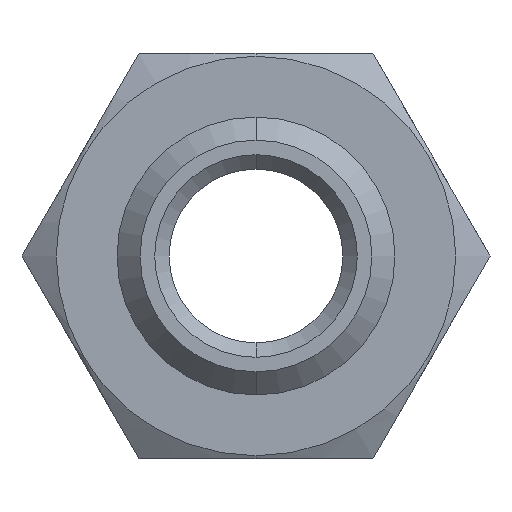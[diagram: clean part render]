
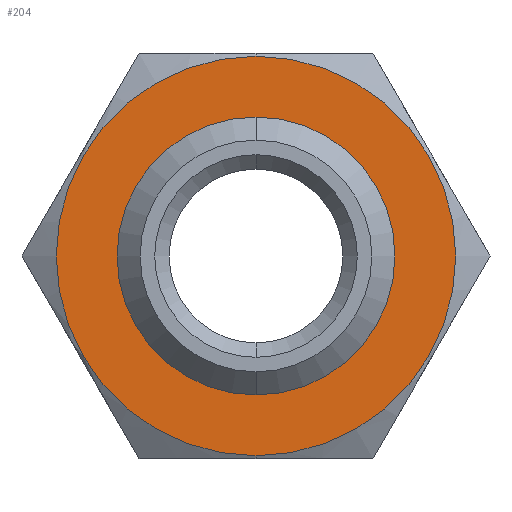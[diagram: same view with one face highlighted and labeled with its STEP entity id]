
A CAD part, front view. The second image highlights one B-rep face of the part: STEP entity #204.
In plain terms, the highlighted planar face has unit normal (0, -1, 0).
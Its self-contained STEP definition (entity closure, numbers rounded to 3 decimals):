
#201 = EDGE_CURVE ( 'NONE', #558, #593, #696, .T. ) ;
#204 = ADVANCED_FACE ( 'NONE', ( #692, #691 ), #690, .T. ) ;
#205 = EDGE_LOOP ( 'NONE', ( #206, #226 ) ) ;
#206 = ORIENTED_EDGE ( 'NONE', *, *, #207, .T. ) ;
#207 = EDGE_CURVE ( 'NONE', #571, #570, #688, .T. ) ;
#226 = ORIENTED_EDGE ( 'NONE', *, *, #569, .T. ) ;
#227 = EDGE_LOOP ( 'NONE', ( #228, #229 ) ) ;
#228 = ORIENTED_EDGE ( 'NONE', *, *, #588, .F. ) ;
#229 = ORIENTED_EDGE ( 'NONE', *, *, #201, .F. ) ;
#558 = VERTEX_POINT ( 'NONE', #1063 ) ;
#569 = EDGE_CURVE ( 'NONE', #570, #571, #1128, .T. ) ;
#570 = VERTEX_POINT ( 'NONE', #1121 ) ;
#571 = VERTEX_POINT ( 'NONE', #1120 ) ;
#588 = EDGE_CURVE ( 'NONE', #593, #558, #1164, .T. ) ;
#593 = VERTEX_POINT ( 'NONE', #1194 ) ;
#681 = DIRECTION ( 'NONE',  ( 0., 0., -1. ) ) ;
#682 = DIRECTION ( 'NONE',  ( 0., -1., 0. ) ) ;
#683 = CARTESIAN_POINT ( 'NONE',  ( 0., 6., 0. ) ) ;
#684 = AXIS2_PLACEMENT_3D ( 'NONE', #683, #682, #681 ) ;
#685 = DIRECTION ( 'NONE',  ( 0., 0., -1. ) ) ;
#686 = DIRECTION ( 'NONE',  ( 0., -1., 0. ) ) ;
#687 = CARTESIAN_POINT ( 'NONE',  ( 6.9, 6., 0. ) ) ;
#688 = CIRCLE ( 'NONE', #684, 6.9 ) ;
#689 = AXIS2_PLACEMENT_3D ( 'NONE', #687, #686, #685 ) ;
#690 = PLANE ( 'NONE',  #689 ) ;
#691 = FACE_BOUND ( 'NONE', #227, .T. ) ;
#692 = FACE_OUTER_BOUND ( 'NONE', #205, .T. ) ;
#693 = DIRECTION ( 'NONE',  ( 0., 0., -1. ) ) ;
#694 = DIRECTION ( 'NONE',  ( 0., -1., 0. ) ) ;
#695 = AXIS2_PLACEMENT_3D ( 'NONE', #702, #694, #693 ) ;
#696 = CIRCLE ( 'NONE', #695, 4.8 ) ;
#702 = CARTESIAN_POINT ( 'NONE',  ( 0., 6., 0. ) ) ;
#1063 = CARTESIAN_POINT ( 'NONE',  ( 0., 6., 4.8 ) ) ;
#1120 = CARTESIAN_POINT ( 'NONE',  ( 0., 6., 6.9 ) ) ;
#1121 = CARTESIAN_POINT ( 'NONE',  ( 0., 6., -6.9 ) ) ;
#1128 = CIRCLE ( 'NONE', #1143, 6.9 ) ;
#1140 = DIRECTION ( 'NONE',  ( 0., 0., -1. ) ) ;
#1141 = DIRECTION ( 'NONE',  ( 0., -1., 0. ) ) ;
#1142 = CARTESIAN_POINT ( 'NONE',  ( 0., 6., 0. ) ) ;
#1143 = AXIS2_PLACEMENT_3D ( 'NONE', #1142, #1141, #1140 ) ;
#1162 = CARTESIAN_POINT ( 'NONE',  ( 0., 6., 0. ) ) ;
#1163 = AXIS2_PLACEMENT_3D ( 'NONE', #1162, #1173, #1172 ) ;
#1164 = CIRCLE ( 'NONE', #1163, 4.8 ) ;
#1172 = DIRECTION ( 'NONE',  ( 0., 0., -1. ) ) ;
#1173 = DIRECTION ( 'NONE',  ( 0., -1., 0. ) ) ;
#1194 = CARTESIAN_POINT ( 'NONE',  ( 0., 6., -4.8 ) ) ;
